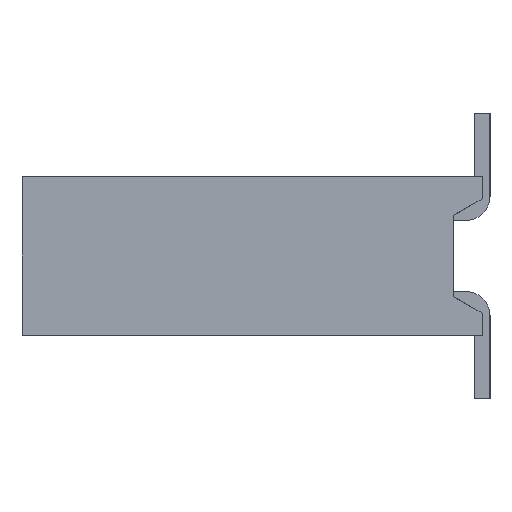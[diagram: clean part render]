
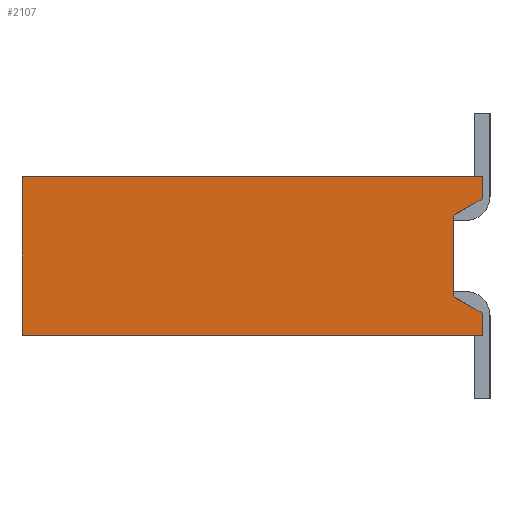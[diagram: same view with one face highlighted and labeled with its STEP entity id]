
A CAD part, left-side view. The second image highlights one B-rep face of the part: STEP entity #2107.
In plain terms, the highlighted planar face has unit normal (-1, 0, 0).
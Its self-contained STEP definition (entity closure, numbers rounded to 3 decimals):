
#2107=ADVANCED_FACE('',(#4252),#4253,.F.);
#4252=FACE_OUTER_BOUND('',#6388,.T.);
#4253=PLANE('',#6389);
#6388=EDGE_LOOP('',(#13114,#13115,#13116,#13117,#13118,#13119,#13120,#13121));
#6389=AXIS2_PLACEMENT_3D('',#13122,#13123,#13124);
#13114=ORIENTED_EDGE('',*,*,#15794,.T.);
#13115=ORIENTED_EDGE('',*,*,#15544,.T.);
#13116=ORIENTED_EDGE('',*,*,#15780,.T.);
#13117=ORIENTED_EDGE('',*,*,#15782,.T.);
#13118=ORIENTED_EDGE('',*,*,#15202,.F.);
#13119=ORIENTED_EDGE('',*,*,#15169,.F.);
#13120=ORIENTED_EDGE('',*,*,#15785,.F.);
#13121=ORIENTED_EDGE('',*,*,#15791,.F.);
#13122=CARTESIAN_POINT('',(0.0,3.628,0.0));
#13123=DIRECTION('',(1.0,0.0,0.));
#13124=DIRECTION('',(0.,0.0,-1.0));
#15169=EDGE_CURVE('',#18911,#18913,#18914,.T.);
#15202=EDGE_CURVE('',#18913,#18959,#18960,.T.);
#15544=EDGE_CURVE('',#19477,#19475,#19478,.T.);
#15780=EDGE_CURVE('',#19475,#19745,#19747,.T.);
#15782=EDGE_CURVE('',#19745,#18959,#19749,.T.);
#15785=EDGE_CURVE('',#19751,#18911,#19753,.T.);
#15791=EDGE_CURVE('',#19759,#19751,#19761,.T.);
#15794=EDGE_CURVE('',#19759,#19477,#19764,.T.);
#18911=VERTEX_POINT('',#24377);
#18913=VERTEX_POINT('',#24380);
#18914=LINE('',#24381,#24382);
#18959=VERTEX_POINT('',#24449);
#18960=LINE('',#24450,#24451);
#19475=VERTEX_POINT('',#25230);
#19477=VERTEX_POINT('',#25233);
#19478=LINE('',#25234,#25235);
#19745=VERTEX_POINT('',#25621);
#19747=LINE('',#25624,#25625);
#19749=LINE('',#25627,#25628);
#19751=VERTEX_POINT('',#25630);
#19753=LINE('',#25633,#25634);
#19759=VERTEX_POINT('',#25642);
#19761=LINE('',#25645,#25646);
#19764=LINE('',#25650,#25651);
#24377=CARTESIAN_POINT('',(0.,0.0,0.914));
#24380=CARTESIAN_POINT('',(0.,0.457,0.651));
#24381=CARTESIAN_POINT('',(0.,0.0,0.914));
#24382=VECTOR('',#27331,1.0);
#24449=CARTESIAN_POINT('',(0.,0.457,-0.651));
#24450=CARTESIAN_POINT('',(0.,0.457,0.651));
#24451=VECTOR('',#27354,1.0);
#25230=CARTESIAN_POINT('',(0.,0.0,-1.27));
#25233=CARTESIAN_POINT('',(0.,7.366,-1.27));
#25234=CARTESIAN_POINT('',(0.,7.366,-1.27));
#25235=VECTOR('',#27620,1.0);
#25621=CARTESIAN_POINT('',(0.,0.0,-0.914));
#25624=CARTESIAN_POINT('',(0.,0.0,-1.27));
#25625=VECTOR('',#27741,1.0);
#25627=CARTESIAN_POINT('',(0.,0.0,-0.914));
#25628=VECTOR('',#27742,1.0);
#25630=CARTESIAN_POINT('',(0.,0.0,1.27));
#25633=CARTESIAN_POINT('',(0.,0.0,1.27));
#25634=VECTOR('',#27744,1.0);
#25642=CARTESIAN_POINT('',(0.,7.366,1.27));
#25645=CARTESIAN_POINT('',(0.,7.366,1.27));
#25646=VECTOR('',#27748,1.0);
#25650=CARTESIAN_POINT('',(0.0,7.366,0.0));
#25651=VECTOR('',#27750,1.0);
#27331=DIRECTION('',(0.,0.866,-0.499));
#27354=DIRECTION('',(0.,0.0,-1.0));
#27620=DIRECTION('',(0.,-1.0,0.));
#27741=DIRECTION('',(0.,0.0,1.0));
#27742=DIRECTION('',(0.,0.866,0.499));
#27744=DIRECTION('',(0.,0.0,-1.0));
#27748=DIRECTION('',(0.,-1.0,0.));
#27750=DIRECTION('',(0.,0.0,-1.0));
